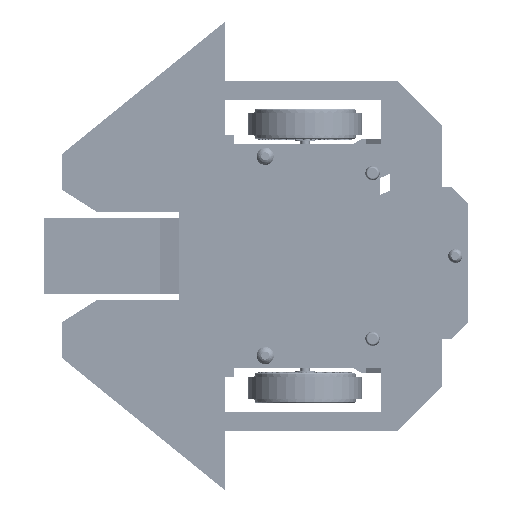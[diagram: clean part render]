
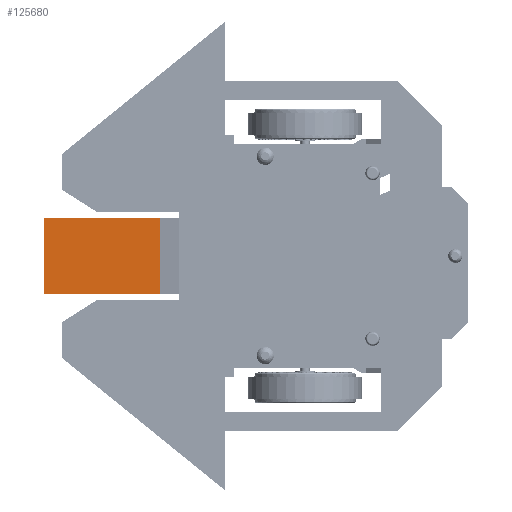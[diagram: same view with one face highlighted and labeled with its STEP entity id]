
A CAD part, front view. The second image highlights one B-rep face of the part: STEP entity #125680.
In plain terms, the highlighted planar face has unit normal (-0.01, -1, 0).
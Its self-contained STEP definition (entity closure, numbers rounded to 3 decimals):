
#124695=DIRECTION('',(0.,0.,1.));
#124696=VECTOR('',#124695,25.);
#124697=CARTESIAN_POINT('',(-47.179,-10.683,-12.5));
#124698=LINE('',#124697,#124696);
#124703=DIRECTION('',(1.,-0.01,0.));
#124704=VECTOR('',#124703,37.823);
#124705=CARTESIAN_POINT('',(-85.,-10.313,-12.5));
#124706=LINE('',#124705,#124704);
#124707=DIRECTION('',(0.,0.,1.));
#124708=VECTOR('',#124707,25.);
#124709=CARTESIAN_POINT('',(-85.,-10.313,-12.5));
#124710=LINE('',#124709,#124708);
#124711=DIRECTION('',(1.,-0.01,0.));
#124712=VECTOR('',#124711,37.823);
#124713=CARTESIAN_POINT('',(-85.,-10.313,12.5));
#124714=LINE('',#124713,#124712);
#124779=CARTESIAN_POINT('',(-85.,-10.313,-12.5));
#124780=VERTEX_POINT('',#124779);
#124781=CARTESIAN_POINT('',(-85.,-10.313,12.5));
#124782=VERTEX_POINT('',#124781);
#124783=CARTESIAN_POINT('',(-47.179,-10.683,-12.5));
#124784=VERTEX_POINT('',#124783);
#124785=CARTESIAN_POINT('',(-47.179,-10.683,12.5));
#124786=VERTEX_POINT('',#124785);
#125668=CARTESIAN_POINT('',(-85.,-10.313,-38.));
#125669=DIRECTION('',(-0.01,-1.,0.));
#125670=DIRECTION('',(1.,-0.01,0.));
#125671=AXIS2_PLACEMENT_3D('',#125668,#125669,#125670);
#125672=PLANE('',#125671);
#125673=ORIENTED_EDGE('',*,*,#125108,.F.);
#125675=ORIENTED_EDGE('',*,*,#125674,.T.);
#125676=ORIENTED_EDGE('',*,*,#125141,.T.);
#125677=ORIENTED_EDGE('',*,*,#125661,.F.);
#125678=EDGE_LOOP('',(#125673,#125675,#125676,#125677));
#125679=FACE_OUTER_BOUND('',#125678,.F.);
#125108=EDGE_CURVE('',#124780,#124784,#124706,.T.);
#125141=EDGE_CURVE('',#124782,#124786,#124714,.T.);
#125661=EDGE_CURVE('',#124784,#124786,#124698,.T.);
#125674=EDGE_CURVE('',#124780,#124782,#124710,.T.);
#125680=ADVANCED_FACE('',(#125679),#125672,.T.);
